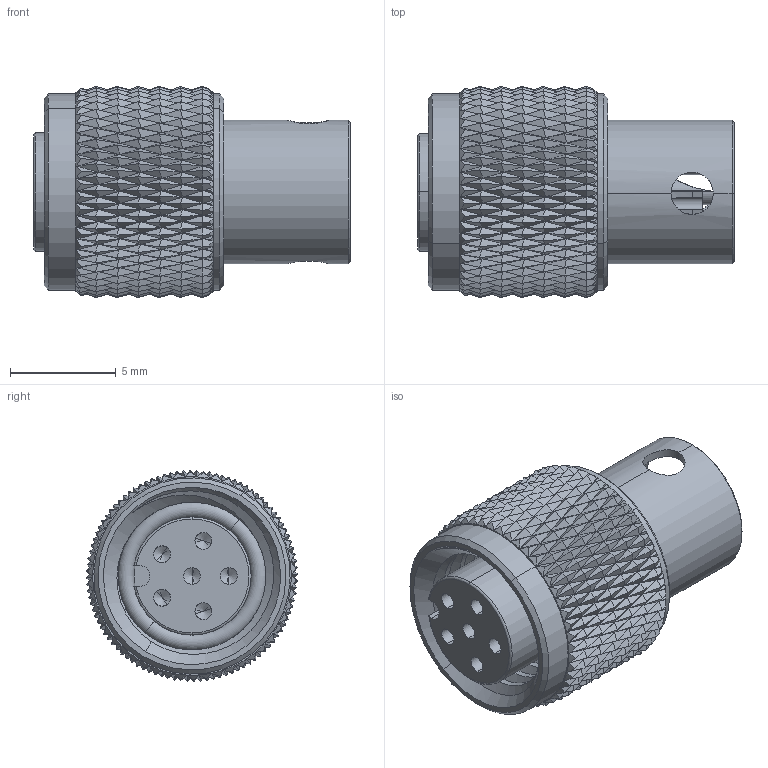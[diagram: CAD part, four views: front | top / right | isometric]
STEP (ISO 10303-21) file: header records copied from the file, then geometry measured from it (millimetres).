
FILE_DESCRIPTION (( 'STEP AP203' ), '1' );
FILE_NAME ('50-01009revA.STEP', '2023-02-08T21:56:49', ( '' ), ( '' ), 'SwSTEP 2.0', 'SolidWorks 2021', '' );
FILE_SCHEMA (( 'CONFIG_CONTROL_DESIGN' ));
Length unit declared in the file: millimetre
Products named in the file (7): 50-01009-06___; 50-01009-02___; 50-01009-03___; 50-01009-05___; 50-01009-01___; 50-01009-04___; 50-01009revA
Assembly tree (10 placements, depth 2):
  50-01009revA
    50-01009-01___
    50-01009-02___
    50-01009-03___  x5
    50-01009-04___
    50-01009-05___
    50-01009-06___
Bounding box: 15 x 10 x 10 mm (x, y, z)
Volume: 593.4 mm3; surface area: 2005 mm2
Topology: 10 solids, 10 shells, 1655 faces, 4788 edges, 3148 vertices
Faces by surface type: bspline 905, cylinder 427, cone 192, plane 100, torus 31
Entity records: 155533 total; most frequent: CARTESIAN_POINT 125200, ORIENTED_EDGE 8936, EDGE_CURVE 4468, B_SPLINE_CURVE_WITH_KNOTS 3285, VERTEX_POINT 2964, DIRECTION 2119, EDGE_LOOP 1560, FACE_OUTER_BOUND 1527
